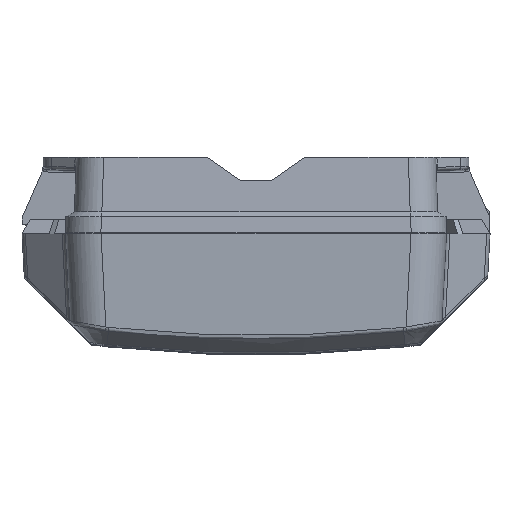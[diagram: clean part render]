
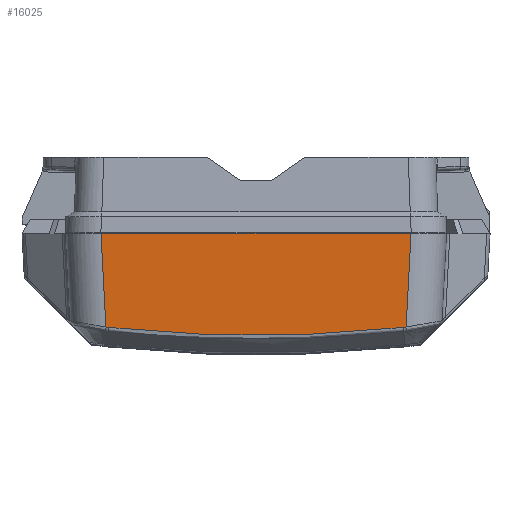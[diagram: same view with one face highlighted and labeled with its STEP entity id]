
A CAD part, top view. The second image highlights one B-rep face of the part: STEP entity #16025.
In plain terms, the highlighted face is planar.
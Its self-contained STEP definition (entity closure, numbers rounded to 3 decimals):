
#2831 = CARTESIAN_POINT ( 'NONE',  ( -1.341, 22.397, -55.426 ) ) ;
#2875 = CARTESIAN_POINT ( 'NONE',  ( -33.882, -0.403, -56.621 ) ) ;
#5280 = CARTESIAN_POINT ( 'NONE',  ( 32.119, 20.656, -55.517 ) ) ;
#6540 = ORIENTED_EDGE ( 'NONE', *, *, #43555, .T. ) ;
#8106 = CARTESIAN_POINT ( 'NONE',  ( -32.783, 20.558, -55.523 ) ) ;
#10408 = DIRECTION ( 'NONE',  ( 0.052, -0.997, -0.052 ) ) ;
#11134 = CARTESIAN_POINT ( 'NONE',  ( 33.654, 3.933, -56.394 ) ) ;
#11436 = ORIENTED_EDGE ( 'NONE', *, *, #18828, .T. ) ;
#12216 = CARTESIAN_POINT ( 'NONE',  ( -25.461, 21.328, -55.482 ) ) ;
#12599 = CARTESIAN_POINT ( 'NONE',  ( -16.752, 21.928, -55.451 ) ) ;
#13183 = CARTESIAN_POINT ( 'NONE',  ( 32.783, 20.558, -55.523 ) ) ;
#16025 = ADVANCED_FACE ( 'NONE', ( #48161 ), #35319, .T. ) ;
#18828 = EDGE_CURVE ( 'NONE', #53753, #87146, #34024, .T. ) ;
#20914 = CARTESIAN_POINT ( 'NONE',  ( -29.46, 20.947, -55.502 ) ) ;
#23536 = B_SPLINE_CURVE_WITH_KNOTS ( 'NONE', 3,
 ( #5280, #81668, #39505, #13183 ),
 .UNSPECIFIED., .F., .F.,
 ( 4, 4 ),
 ( 0., 1. ),
 .UNSPECIFIED. ) ;
#26309 = CARTESIAN_POINT ( 'NONE',  ( -41.6, 0., -56.6 ) ) ;
#26593 = CARTESIAN_POINT ( 'NONE',  ( -32.783, 20.558, -55.523 ) ) ;
#28200 = ORIENTED_EDGE ( 'NONE', *, *, #32251, .T. ) ;
#29572 = CARTESIAN_POINT ( 'NONE',  ( -17.425, 21.889, -55.453 ) ) ;
#29941 = CARTESIAN_POINT ( 'NONE',  ( 32.119, 20.656, -55.517 ) ) ;
#30315 = CARTESIAN_POINT ( 'NONE',  ( -2.683, 22.388, -55.427 ) ) ;
#32251 = EDGE_CURVE ( 'NONE', #70297, #53753, #99732, .T. ) ;
#34024 = B_SPLINE_CURVE_WITH_KNOTS ( 'NONE', 3,
 ( #26593, #52528, #87145, #47834 ),
 .UNSPECIFIED., .F., .F.,
 ( 4, 4 ),
 ( 0., 1. ),
 .UNSPECIFIED. ) ;
#35319 = PLANE ( 'NONE',  #104994 ) ;
#35380 = LINE ( 'NONE', #75649, #98644 ) ;
#36819 = ORIENTED_EDGE ( 'NONE', *, *, #96432, .T. ) ;
#37472 = CARTESIAN_POINT ( 'NONE',  ( 10.77, 22.4, -55.426 ) ) ;
#39505 = CARTESIAN_POINT ( 'NONE',  ( 32.562, 20.6, -55.52 ) ) ;
#43555 = EDGE_CURVE ( 'NONE', #87146, #103267, #54963, .T. ) ;
#43999 = DIRECTION ( 'NONE',  ( 0., 0.999, 0.052 ) ) ;
#47233 = CARTESIAN_POINT ( 'NONE',  ( -4.694, 22.368, -55.428 ) ) ;
#47834 = CARTESIAN_POINT ( 'NONE',  ( -32.119, 20.656, -55.517 ) ) ;
#48161 = FACE_OUTER_BOUND ( 'NONE', #103119, .T. ) ;
#50207 = EDGE_CURVE ( 'NONE', #103267, #109790, #23536, .T. ) ;
#50739 = ORIENTED_EDGE ( 'NONE', *, *, #50207, .T. ) ;
#51710 = VERTEX_POINT ( 'NONE', #67181 ) ;
#52528 = CARTESIAN_POINT ( 'NONE',  ( -32.562, 20.6, -55.52 ) ) ;
#53753 = VERTEX_POINT ( 'NONE', #8106 ) ;
#54756 = CARTESIAN_POINT ( 'NONE',  ( 21.476, 21.819, -55.457 ) ) ;
#54963 = B_SPLINE_CURVE_WITH_KNOTS ( 'NONE', 3,
 ( #80383, #20914, #12216, #88981, #73130, #29572, #12599, #72756, #81477, #47233, #30315, #2831, #63028, #37472, #54756, #29941 ),
 .UNSPECIFIED., .F., .F.,
 ( 4, 1, 1, 2, 2, 1, 1, 2, 2, 4 ),
 ( 0., 0.125, 0.187, 0.219, 0.25, 0.375, 0.437, 0.469, 0.5, 1. ),
 .UNSPECIFIED. ) ;
#55026 = ORIENTED_EDGE ( 'NONE', *, *, #107481, .T. ) ;
#56682 = VECTOR ( 'NONE', #63064, 1000. ) ;
#63028 = CARTESIAN_POINT ( 'NONE',  ( -0.673, 22.4, -55.426 ) ) ;
#63064 = DIRECTION ( 'NONE',  ( 0.052, 0.997, 0.052 ) ) ;
#64989 = CARTESIAN_POINT ( 'NONE',  ( 32.119, 20.656, -55.517 ) ) ;
#67181 = CARTESIAN_POINT ( 'NONE',  ( 33.853, 0.15, -56.592 ) ) ;
#70297 = VERTEX_POINT ( 'NONE', #80615 ) ;
#72756 = CARTESIAN_POINT ( 'NONE',  ( -13.405, 22.109, -55.441 ) ) ;
#73130 = CARTESIAN_POINT ( 'NONE',  ( -18.767, 21.807, -55.457 ) ) ;
#75649 = CARTESIAN_POINT ( 'NONE',  ( -41.6, 0.15, -56.592 ) ) ;
#80383 = CARTESIAN_POINT ( 'NONE',  ( -32.119, 20.656, -55.517 ) ) ;
#80615 = CARTESIAN_POINT ( 'NONE',  ( -33.853, 0.15, -56.592 ) ) ;
#81477 = CARTESIAN_POINT ( 'NONE',  ( -9.387, 22.273, -55.433 ) ) ;
#81668 = CARTESIAN_POINT ( 'NONE',  ( 32.34, 20.632, -55.519 ) ) ;
#86489 = DIRECTION ( 'NONE',  ( 0., 0.052, -0.999 ) ) ;
#87145 = CARTESIAN_POINT ( 'NONE',  ( -32.34, 20.632, -55.519 ) ) ;
#87146 = VERTEX_POINT ( 'NONE', #110558 ) ;
#88981 = CARTESIAN_POINT ( 'NONE',  ( -20.778, 21.678, -55.464 ) ) ;
#96432 = EDGE_CURVE ( 'NONE', #109790, #51710, #99346, .T. ) ;
#98194 = CARTESIAN_POINT ( 'NONE',  ( 32.783, 20.558, -55.523 ) ) ;
#98644 = VECTOR ( 'NONE', #109518, 1000. ) ;
#99346 = LINE ( 'NONE', #11134, #102059 ) ;
#99732 = LINE ( 'NONE', #2875, #56682 ) ;
#102059 = VECTOR ( 'NONE', #10408, 1000. ) ;
#103119 = EDGE_LOOP ( 'NONE', ( #28200, #11436, #6540, #50739, #36819, #55026 ) ) ;
#103267 = VERTEX_POINT ( 'NONE', #64989 ) ;
#104994 = AXIS2_PLACEMENT_3D ( 'NONE', #26309, #86489, #43999 ) ;
#107481 = EDGE_CURVE ( 'NONE', #51710, #70297, #35380, .T. ) ;
#109518 = DIRECTION ( 'NONE',  ( -1., 0., 0. ) ) ;
#109790 = VERTEX_POINT ( 'NONE', #98194 ) ;
#110558 = CARTESIAN_POINT ( 'NONE',  ( -32.119, 20.656, -55.517 ) ) ;
